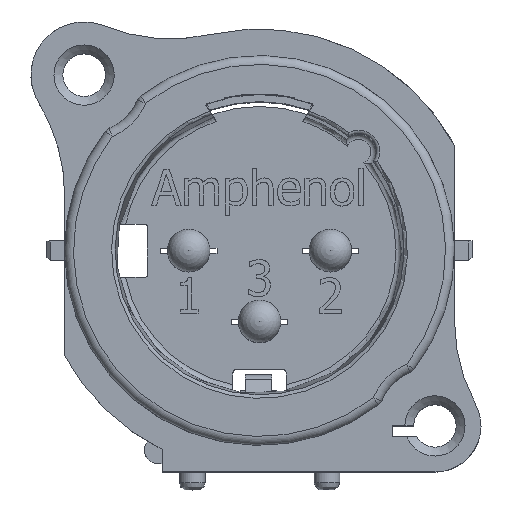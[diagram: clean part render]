
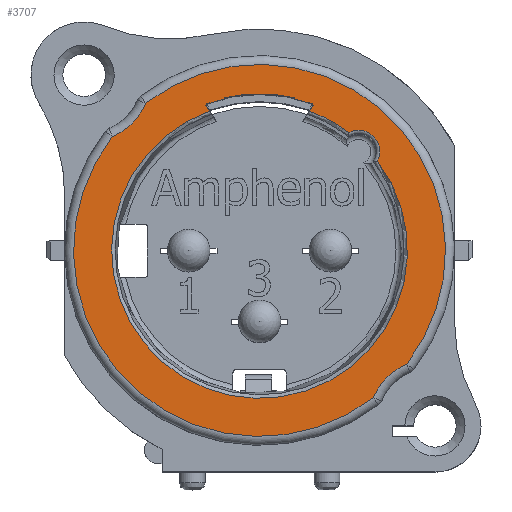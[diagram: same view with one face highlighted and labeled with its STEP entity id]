
A CAD part, top view. The second image highlights one B-rep face of the part: STEP entity #3707.
In plain terms, the highlighted planar face has unit normal (0, 0, 1).
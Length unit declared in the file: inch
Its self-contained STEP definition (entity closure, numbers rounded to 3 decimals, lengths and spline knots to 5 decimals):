
#3532=CARTESIAN_POINT('',(0.25276,-0.32711,0.1063));
#3533=VERTEX_POINT('',#3532);
#3557=CARTESIAN_POINT('',(-0.32711,0.25276,0.1063));
#3558=VERTEX_POINT('',#3557);
#3559=CARTESIAN_POINT('',(0.,0.0,0.1063));
#3560=DIRECTION('',(0.0,0.0,-1.0));
#3561=DIRECTION('',(0.611,-0.791,0.0));
#3562=AXIS2_PLACEMENT_3D('',#3559,#3560,#3561);
#3563=CIRCLE('',#3562,0.41339);
#3564=EDGE_CURVE('',#3533,#3558,#3563,.T.);
#3586=CARTESIAN_POINT('',(-0.19,0.19,0.1063));
#3587=DIRECTION('',(0.0,0.0,1.0));
#3588=DIRECTION('',(1.0,0.0,0.0));
#3589=AXIS2_PLACEMENT_3D('',#3586,#3587,#3588);
#3590=PLANE('',#3589);
#3591=CARTESIAN_POINT('',(-0.25276,0.32711,0.1063));
#3592=VERTEX_POINT('',#3591);
#3593=CARTESIAN_POINT('',(0.32711,-0.25276,0.1063));
#3594=VERTEX_POINT('',#3593);
#3595=CARTESIAN_POINT('',(0.,0.0,0.1063));
#3596=DIRECTION('',(0.0,0.0,-1.0));
#3597=DIRECTION('',(-0.611,0.791,0.0));
#3598=AXIS2_PLACEMENT_3D('',#3595,#3596,#3597);
#3599=CIRCLE('',#3598,0.41339);
#3600=EDGE_CURVE('',#3592,#3594,#3599,.T.);
#3601=ORIENTED_EDGE('',*,*,#3600,.F.);
#3602=CARTESIAN_POINT('',(-0.38,0.38,0.1063));
#3603=DIRECTION('',(0.0,0.0,1.0));
#3604=DIRECTION('',(0.384,-0.923,0.0));
#3605=AXIS2_PLACEMENT_3D('',#3602,#3603,#3604);
#3606=CIRCLE('',#3605,0.1378);
#3607=EDGE_CURVE('',#3558,#3592,#3606,.T.);
#3608=ORIENTED_EDGE('',*,*,#3607,.F.);
#3609=ORIENTED_EDGE('',*,*,#3564,.F.);
#3610=CARTESIAN_POINT('',(0.38,-0.38,0.1063));
#3611=DIRECTION('',(0.0,0.0,1.0));
#3612=DIRECTION('',(-0.384,0.923,0.0));
#3613=AXIS2_PLACEMENT_3D('',#3610,#3611,#3612);
#3614=CIRCLE('',#3613,0.1378);
#3615=EDGE_CURVE('',#3594,#3533,#3614,.T.);
#3616=ORIENTED_EDGE('',*,*,#3615,.F.);
#3617=EDGE_LOOP('',(#3601,#3608,#3609,#3616));
#3618=FACE_OUTER_BOUND('',#3617,.T.);
#3619=CARTESIAN_POINT('',(0.19842,0.26199,0.1063));
#3620=VERTEX_POINT('',#3619);
#3621=CARTESIAN_POINT('',(0.11051,0.30951,0.1063));
#3622=VERTEX_POINT('',#3621);
#3623=CARTESIAN_POINT('',(0.,0.0,0.1063));
#3624=DIRECTION('',(0.0,0.0,1.0));
#3625=DIRECTION('',(0.604,0.797,0.0));
#3626=AXIS2_PLACEMENT_3D('',#3623,#3624,#3625);
#3627=CIRCLE('',#3626,0.32865);
#3628=EDGE_CURVE('',#3620,#3622,#3627,.T.);
#3629=ORIENTED_EDGE('',*,*,#3628,.F.);
#3630=CARTESIAN_POINT('',(0.26199,0.19842,0.1063));
#3631=VERTEX_POINT('',#3630);
#3632=CARTESIAN_POINT('',(0.21993,0.21993,0.1063));
#3633=DIRECTION('',(0.0,0.0,1.0));
#3634=DIRECTION('',(0.89,-0.455,0.0));
#3635=AXIS2_PLACEMENT_3D('',#3632,#3633,#3634);
#3636=CIRCLE('',#3635,0.04724);
#3637=EDGE_CURVE('',#3631,#3620,#3636,.T.);
#3638=ORIENTED_EDGE('',*,*,#3637,.F.);
#3639=CARTESIAN_POINT('',(-0.11051,0.30951,0.1063));
#3640=VERTEX_POINT('',#3639);
#3641=CARTESIAN_POINT('',(0.,0.0,0.1063));
#3642=DIRECTION('',(0.0,0.0,1.0));
#3643=DIRECTION('',(-0.336,0.942,0.0));
#3644=AXIS2_PLACEMENT_3D('',#3641,#3642,#3643);
#3645=CIRCLE('',#3644,0.32865);
#3646=EDGE_CURVE('',#3640,#3631,#3645,.T.);
#3647=ORIENTED_EDGE('',*,*,#3646,.F.);
#3648=CARTESIAN_POINT('',(-0.11948,0.32311,0.1063));
#3649=VERTEX_POINT('',#3648);
#3650=CARTESIAN_POINT('',(-0.11948,0.32311,0.1063));
#3651=DIRECTION('',(0.55,-0.835,0.0));
#3652=VECTOR('',#3651,0.01628);
#3653=LINE('',#3650,#3652);
#3654=EDGE_CURVE('',#3649,#3640,#3653,.T.);
#3655=ORIENTED_EDGE('',*,*,#3654,.F.);
#3656=CARTESIAN_POINT('',(-0.07874,0.33537,0.1063));
#3657=VERTEX_POINT('',#3656);
#3658=CARTESIAN_POINT('',(0.,0.0,0.1063));
#3659=DIRECTION('',(0.0,0.0,1.0));
#3660=DIRECTION('',(-0.229,0.974,0.0));
#3661=AXIS2_PLACEMENT_3D('',#3658,#3659,#3660);
#3662=CIRCLE('',#3661,0.34449);
#3663=EDGE_CURVE('',#3657,#3649,#3662,.T.);
#3664=ORIENTED_EDGE('',*,*,#3663,.F.);
#3665=CARTESIAN_POINT('',(-0.07874,0.33941,0.1063));
#3666=VERTEX_POINT('',#3665);
#3667=CARTESIAN_POINT('',(-0.07874,0.33941,0.1063));
#3668=DIRECTION('',(0.,-1.0,0.0));
#3669=VECTOR('',#3668,0.00404);
#3670=LINE('',#3667,#3669);
#3671=EDGE_CURVE('',#3666,#3657,#3670,.T.);
#3672=ORIENTED_EDGE('',*,*,#3671,.F.);
#3673=CARTESIAN_POINT('',(0.07874,0.33941,0.1063));
#3674=VERTEX_POINT('',#3673);
#3675=CARTESIAN_POINT('',(0.,0.0,0.1063));
#3676=DIRECTION('',(0.0,0.0,1.0));
#3677=DIRECTION('',(0.226,0.974,0.0));
#3678=AXIS2_PLACEMENT_3D('',#3675,#3676,#3677);
#3679=CIRCLE('',#3678,0.34843);
#3680=EDGE_CURVE('',#3674,#3666,#3679,.T.);
#3681=ORIENTED_EDGE('',*,*,#3680,.F.);
#3682=CARTESIAN_POINT('',(0.07874,0.33537,0.1063));
#3683=VERTEX_POINT('',#3682);
#3684=CARTESIAN_POINT('',(0.07874,0.33537,0.1063));
#3685=DIRECTION('',(0.,1.0,0.0));
#3686=VECTOR('',#3685,0.00404);
#3687=LINE('',#3684,#3686);
#3688=EDGE_CURVE('',#3683,#3674,#3687,.T.);
#3689=ORIENTED_EDGE('',*,*,#3688,.F.);
#3690=CARTESIAN_POINT('',(0.11948,0.32311,0.1063));
#3691=VERTEX_POINT('',#3690);
#3692=CARTESIAN_POINT('',(0.,0.0,0.1063));
#3693=DIRECTION('',(0.0,0.0,1.0));
#3694=DIRECTION('',(0.347,0.938,0.0));
#3695=AXIS2_PLACEMENT_3D('',#3692,#3693,#3694);
#3696=CIRCLE('',#3695,0.34449);
#3697=EDGE_CURVE('',#3691,#3683,#3696,.T.);
#3698=ORIENTED_EDGE('',*,*,#3697,.F.);
#3699=CARTESIAN_POINT('',(0.11051,0.30951,0.1063));
#3700=DIRECTION('',(0.55,0.835,0.0));
#3701=VECTOR('',#3700,0.01628);
#3702=LINE('',#3699,#3701);
#3703=EDGE_CURVE('',#3622,#3691,#3702,.T.);
#3704=ORIENTED_EDGE('',*,*,#3703,.F.);
#3705=EDGE_LOOP('',(#3629,#3638,#3647,#3655,#3664,#3672,#3681,#3689,#3698,#3704));
#3706=FACE_BOUND('',#3705,.T.);
#3707=ADVANCED_FACE('',(#3618,#3706),#3590,.T.);
